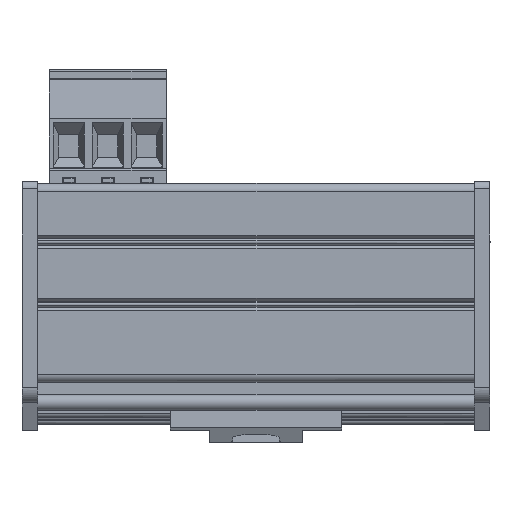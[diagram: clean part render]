
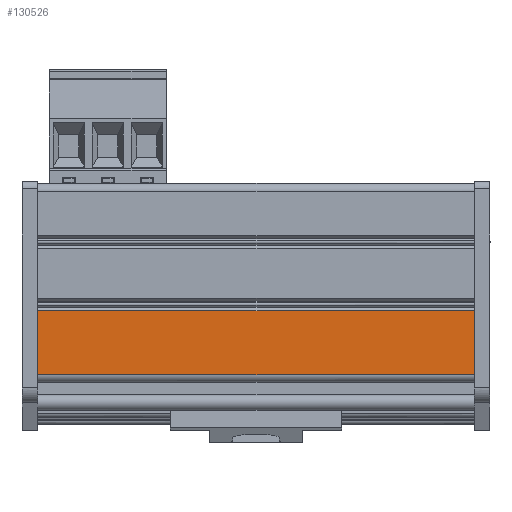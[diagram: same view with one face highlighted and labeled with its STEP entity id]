
A CAD part, front view. The second image highlights one B-rep face of the part: STEP entity #130526.
In plain terms, the highlighted free-form (B-spline) face has degree [1, 1] with [2, 2] control points.
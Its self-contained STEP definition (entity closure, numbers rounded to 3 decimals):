
#30690 = VERTEX_POINT('',#30691);
#30691 = CARTESIAN_POINT('',(0.,-4.122,-18.548));
#30697 = EDGE_CURVE('',#30698,#30690,#30700,.T.);
#30698 = VERTEX_POINT('',#30699);
#30699 = CARTESIAN_POINT('',(0.,-4.122,-11.789));
#30700 = B_SPLINE_CURVE_WITH_KNOTS('',1,(#30701,#30702),.UNSPECIFIED.,
  .F.,.F.,(2,2),(-0.,8.2),.PIECEWISE_BEZIER_KNOTS.);
#30701 = CARTESIAN_POINT('',(0.,-4.122,-11.789));
#30702 = CARTESIAN_POINT('',(0.,-4.122,-18.548));
#34522 = VERTEX_POINT('',#34523);
#34523 = CARTESIAN_POINT('',(46.165,-4.122,
    -11.789));
#34528 = EDGE_CURVE('',#34529,#34522,#34531,.T.);
#34529 = VERTEX_POINT('',#34530);
#34530 = CARTESIAN_POINT('',(46.165,-4.122,
    -18.548));
#34531 = B_SPLINE_CURVE_WITH_KNOTS('',1,(#34532,#34533),.UNSPECIFIED.,
  .F.,.F.,(2,2),(0.,8.2),.PIECEWISE_BEZIER_KNOTS.);
#34532 = CARTESIAN_POINT('',(46.165,-4.122,
    -18.548));
#34533 = CARTESIAN_POINT('',(46.165,-4.122,
    -11.789));
#130514 = EDGE_CURVE('',#34522,#30698,#130515,.T.);
#130515 = B_SPLINE_CURVE_WITH_KNOTS('',1,(#130516,#130517),
  .UNSPECIFIED.,.F.,.F.,(2,2),(-13.5,42.5),.PIECEWISE_BEZIER_KNOTS.);
#130516 = CARTESIAN_POINT('',(46.165,-4.122,
    -11.789));
#130517 = CARTESIAN_POINT('',(0.,-4.122,-11.789));
#130526 = ADVANCED_FACE('',(#130527),#130537,.T.);
#130527 = FACE_BOUND('',#130528,.T.);
#130528 = EDGE_LOOP('',(#130529,#130530,#130531,#130536));
#130529 = ORIENTED_EDGE('',*,*,#130514,.T.);
#130530 = ORIENTED_EDGE('',*,*,#30697,.T.);
#130531 = ORIENTED_EDGE('',*,*,#130532,.T.);
#130532 = EDGE_CURVE('',#30690,#34529,#130533,.T.);
#130533 = B_SPLINE_CURVE_WITH_KNOTS('',1,(#130534,#130535),
  .UNSPECIFIED.,.F.,.F.,(2,2),(0.,56.),.PIECEWISE_BEZIER_KNOTS.);
#130534 = CARTESIAN_POINT('',(0.,-4.122,-18.548));
#130535 = CARTESIAN_POINT('',(46.165,-4.122,
    -18.548));
#130536 = ORIENTED_EDGE('',*,*,#34528,.T.);
#130537 = B_SPLINE_SURFACE_WITH_KNOTS('',1,1,(
    (#130538,#130539)
    ,(#130540,#130541
    )),.UNSPECIFIED.,.F.,.F.,.F.,(2,2),(2,2),(-13.5,42.5),(-9.2,-1.),
  .PIECEWISE_BEZIER_KNOTS.);
#130538 = CARTESIAN_POINT('',(46.165,-4.122,
    -11.789));
#130539 = CARTESIAN_POINT('',(46.165,-4.122,
    -18.548));
#130540 = CARTESIAN_POINT('',(0.,-4.122,-11.789));
#130541 = CARTESIAN_POINT('',(0.,-4.122,-18.548));
